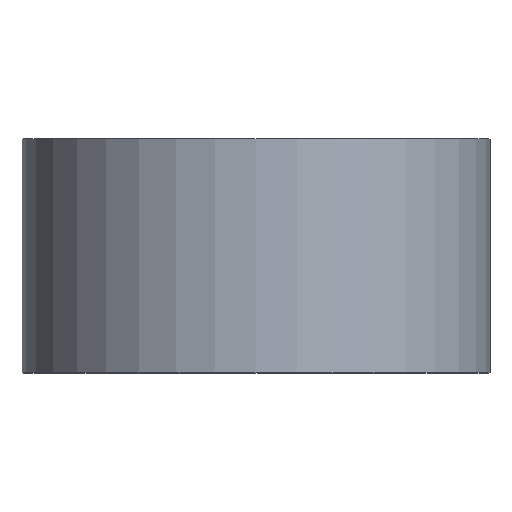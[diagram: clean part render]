
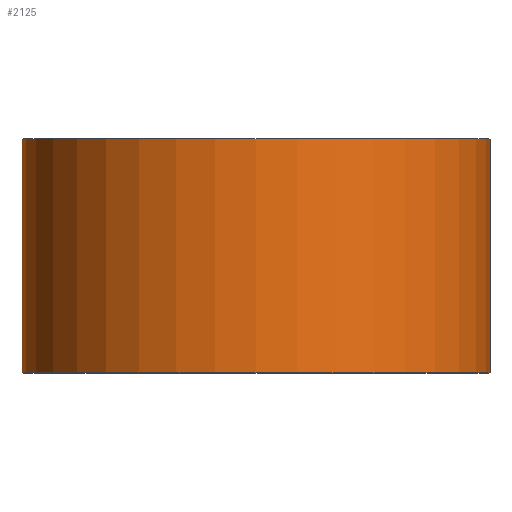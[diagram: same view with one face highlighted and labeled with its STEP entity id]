
A CAD part, top view. The second image highlights one B-rep face of the part: STEP entity #2125.
In plain terms, the highlighted cylindrical face has radius 40 mm (diameter 80 mm), a full revolution.
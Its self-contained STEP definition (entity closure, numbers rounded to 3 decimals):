
#31 = PLANE('',#32);
#32 = AXIS2_PLACEMENT_3D('',#33,#34,#35);
#33 = CARTESIAN_POINT('',(0.,40.,
    0.));
#34 = DIRECTION('',(0.,1.,0.));
#35 = DIRECTION('',(-1.,0.,0.));
#65 = EDGE_CURVE('',#66,#66,#68,.T.);
#66 = VERTEX_POINT('',#67);
#67 = CARTESIAN_POINT('',(40.,40.,0.));
#68 = SURFACE_CURVE('',#69,(#74,#85),.PCURVE_S1.);
#69 = CIRCLE('',#70,40.);
#70 = AXIS2_PLACEMENT_3D('',#71,#72,#73);
#71 = CARTESIAN_POINT('',(0.,40.,
    0.));
#72 = DIRECTION('',(0.,-1.,0.));
#73 = DIRECTION('',(1.,0.,0.));
#74 = PCURVE('',#31,#75);
#75 = DEFINITIONAL_REPRESENTATION('',(#76),#84);
#76 = ( BOUNDED_CURVE() B_SPLINE_CURVE(2,(#77,#78,#79,#80,#81,#82,#83),
.UNSPECIFIED.,.F.,.F.) B_SPLINE_CURVE_WITH_KNOTS((1,2,2,2,2,1),(
    -2.094,0.,2.094,4.189,6.283,
8.378),.UNSPECIFIED.) CURVE() GEOMETRIC_REPRESENTATION_ITEM() 
RATIONAL_B_SPLINE_CURVE((1.,0.5,1.,0.5,1.,0.5,1.)) REPRESENTATION_ITEM(
  '') );
#77 = CARTESIAN_POINT('',(-40.,0.));
#78 = CARTESIAN_POINT('',(-40.,69.282));
#79 = CARTESIAN_POINT('',(20.,34.641));
#80 = CARTESIAN_POINT('',(80.,0.));
#81 = CARTESIAN_POINT('',(20.,-34.641));
#82 = CARTESIAN_POINT('',(-40.,-69.282));
#83 = CARTESIAN_POINT('',(-40.,0.));
#84 = ( GEOMETRIC_REPRESENTATION_CONTEXT(2) 
PARAMETRIC_REPRESENTATION_CONTEXT() REPRESENTATION_CONTEXT('2D SPACE',''
  ) );
#85 = PCURVE('',#86,#91);
#86 = CYLINDRICAL_SURFACE('',#87,40.);
#87 = AXIS2_PLACEMENT_3D('',#88,#89,#90);
#88 = CARTESIAN_POINT('',(0.,40.,
    0.));
#89 = DIRECTION('',(0.,-1.,0.));
#90 = DIRECTION('',(1.,0.,0.));
#91 = DEFINITIONAL_REPRESENTATION('',(#92),#96);
#92 = LINE('',#93,#94);
#93 = CARTESIAN_POINT('',(0.,0.));
#94 = VECTOR('',#95,1.);
#95 = DIRECTION('',(1.,0.));
#96 = ( GEOMETRIC_REPRESENTATION_CONTEXT(2) 
PARAMETRIC_REPRESENTATION_CONTEXT() REPRESENTATION_CONTEXT('2D SPACE',''
  ) );
#2125 = ADVANCED_FACE('',(#2126),#86,.T.);
#2126 = FACE_BOUND('',#2127,.T.);
#2127 = EDGE_LOOP('',(#2128,#2129,#2152,#2179));
#2128 = ORIENTED_EDGE('',*,*,#65,.T.);
#2129 = ORIENTED_EDGE('',*,*,#2130,.T.);
#2130 = EDGE_CURVE('',#66,#2131,#2133,.T.);
#2131 = VERTEX_POINT('',#2132);
#2132 = CARTESIAN_POINT('',(40.,0.,0.));
#2133 = SEAM_CURVE('',#2134,(#2138,#2145),.PCURVE_S1.);
#2134 = LINE('',#2135,#2136);
#2135 = CARTESIAN_POINT('',(40.,40.,0.));
#2136 = VECTOR('',#2137,1.);
#2137 = DIRECTION('',(0.,-1.,0.));
#2138 = PCURVE('',#86,#2139);
#2139 = DEFINITIONAL_REPRESENTATION('',(#2140),#2144);
#2140 = LINE('',#2141,#2142);
#2141 = CARTESIAN_POINT('',(0.,0.));
#2142 = VECTOR('',#2143,1.);
#2143 = DIRECTION('',(0.,1.));
#2144 = ( GEOMETRIC_REPRESENTATION_CONTEXT(2) 
PARAMETRIC_REPRESENTATION_CONTEXT() REPRESENTATION_CONTEXT('2D SPACE',''
  ) );
#2145 = PCURVE('',#86,#2146);
#2146 = DEFINITIONAL_REPRESENTATION('',(#2147),#2151);
#2147 = LINE('',#2148,#2149);
#2148 = CARTESIAN_POINT('',(6.283,0.));
#2149 = VECTOR('',#2150,1.);
#2150 = DIRECTION('',(0.,1.));
#2151 = ( GEOMETRIC_REPRESENTATION_CONTEXT(2) 
PARAMETRIC_REPRESENTATION_CONTEXT() REPRESENTATION_CONTEXT('2D SPACE',''
  ) );
#2152 = ORIENTED_EDGE('',*,*,#2153,.F.);
#2153 = EDGE_CURVE('',#2131,#2131,#2154,.T.);
#2154 = SURFACE_CURVE('',#2155,(#2160,#2167),.PCURVE_S1.);
#2155 = CIRCLE('',#2156,40.);
#2156 = AXIS2_PLACEMENT_3D('',#2157,#2158,#2159);
#2157 = CARTESIAN_POINT('',(0.,0.,
    0.));
#2158 = DIRECTION('',(0.,-1.,0.));
#2159 = DIRECTION('',(1.,0.,0.));
#2160 = PCURVE('',#86,#2161);
#2161 = DEFINITIONAL_REPRESENTATION('',(#2162),#2166);
#2162 = LINE('',#2163,#2164);
#2163 = CARTESIAN_POINT('',(0.,40.));
#2164 = VECTOR('',#2165,1.);
#2165 = DIRECTION('',(1.,0.));
#2166 = ( GEOMETRIC_REPRESENTATION_CONTEXT(2) 
PARAMETRIC_REPRESENTATION_CONTEXT() REPRESENTATION_CONTEXT('2D SPACE',''
  ) );
#2167 = PCURVE('',#2168,#2173);
#2168 = PLANE('',#2169);
#2169 = AXIS2_PLACEMENT_3D('',#2170,#2171,#2172);
#2170 = CARTESIAN_POINT('',(0.,0.,
    0.));
#2171 = DIRECTION('',(0.,-1.,0.));
#2172 = DIRECTION('',(1.,0.,0.));
#2173 = DEFINITIONAL_REPRESENTATION('',(#2174),#2178);
#2174 = CIRCLE('',#2175,40.);
#2175 = AXIS2_PLACEMENT_2D('',#2176,#2177);
#2176 = CARTESIAN_POINT('',(0.,0.));
#2177 = DIRECTION('',(1.,0.));
#2178 = ( GEOMETRIC_REPRESENTATION_CONTEXT(2) 
PARAMETRIC_REPRESENTATION_CONTEXT() REPRESENTATION_CONTEXT('2D SPACE',''
  ) );
#2179 = ORIENTED_EDGE('',*,*,#2130,.F.);
